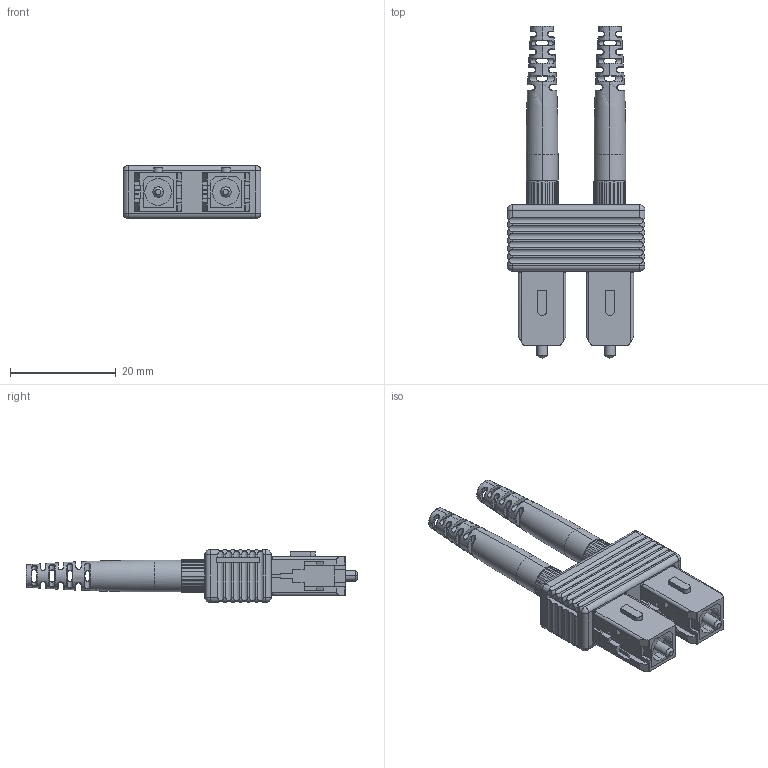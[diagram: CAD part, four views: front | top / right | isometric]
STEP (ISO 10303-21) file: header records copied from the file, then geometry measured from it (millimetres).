
FILE_DESCRIPTION(('Creo Elements/Direct Modeling STEP Export'),'2;1');
FILE_NAME('model.stp','2019-01-21T13:33:11',(''),(''),'Creo Elements/Direct Modeling STEP processor for AP214 (Solid Model)','Creo Elements/Direct Modeling 18.1I 14-Aug-2016 (C) Parametric Technology GmbH','');
FILE_SCHEMA(('AUTOMOTIVE_DESIGN { 1 0 10303 214 1 1 1 1 }'));
Products named in the file (2): FOC-C-SCDU-GOF-MM
Assembly tree (1 placements, depth 2):
  FOC-C-SCDU-GOF-MM
    FOC-C-SCDU-GOF-MM
Bounding box: 26 x 62.65 x 10 mm (x, y, z)
Volume: 5567.4 mm3; surface area: 4709 mm2
Topology: 1 solids, 1 shells, 746 faces, 1966 edges, 1230 vertices
Faces by surface type: plane 402, cylinder 188, bspline 88, extrusion 36, cone 16, sphere 8, torus 8
Entity records: 91146 total; most frequent: CARTESIAN_POINT 68863, ORIENTED_EDGE 3916, DIRECTION 2728, EDGE_CURVE 1958, VERTEX_POINT 1230, AXIS2_PLACEMENT_3D 921, VECTOR 886, LINE 850
